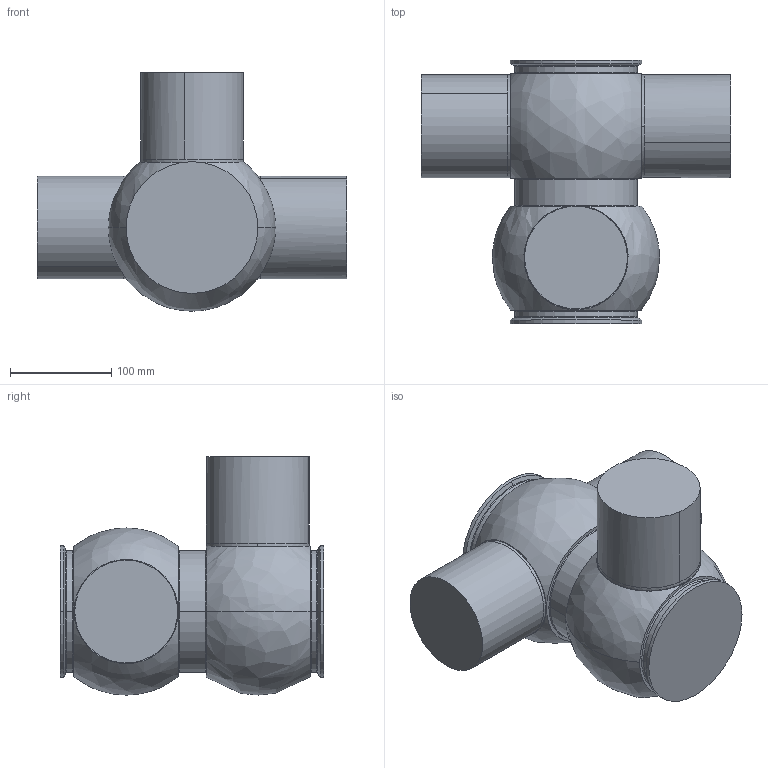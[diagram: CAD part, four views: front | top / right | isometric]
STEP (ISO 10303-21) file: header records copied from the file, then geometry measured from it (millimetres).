
FILE_DESCRIPTION (( 'STEP AP214' ), '1' );
FILE_NAME ('131018.STEP', '2018-05-10T18:58:22', ( '' ), ( '' ), 'SwSTEP 2.0', 'SolidWorks 2014', '' );
FILE_SCHEMA (( 'AUTOMOTIVE_DESIGN' ));
Length unit declared in the file: inch
Products named in the file (1): 131018
Bounding box: 305.56 x 260.35 x 235.33 mm (x, y, z)
Volume: 6391184.4 mm3; surface area: 244199.2 mm2
Topology: 1 solids, 1 shells, 54 faces, 125 edges, 76 vertices
Faces by surface type: cylinder 22, bspline 16, plane 12, cone 4
Entity records: 3588 total; most frequent: CARTESIAN_POINT 2371, DIRECTION 257, ORIENTED_EDGE 242, EDGE_CURVE 121, AXIS2_PLACEMENT_3D 115, VERTEX_POINT 76, CIRCLE 76, EDGE_LOOP 61
